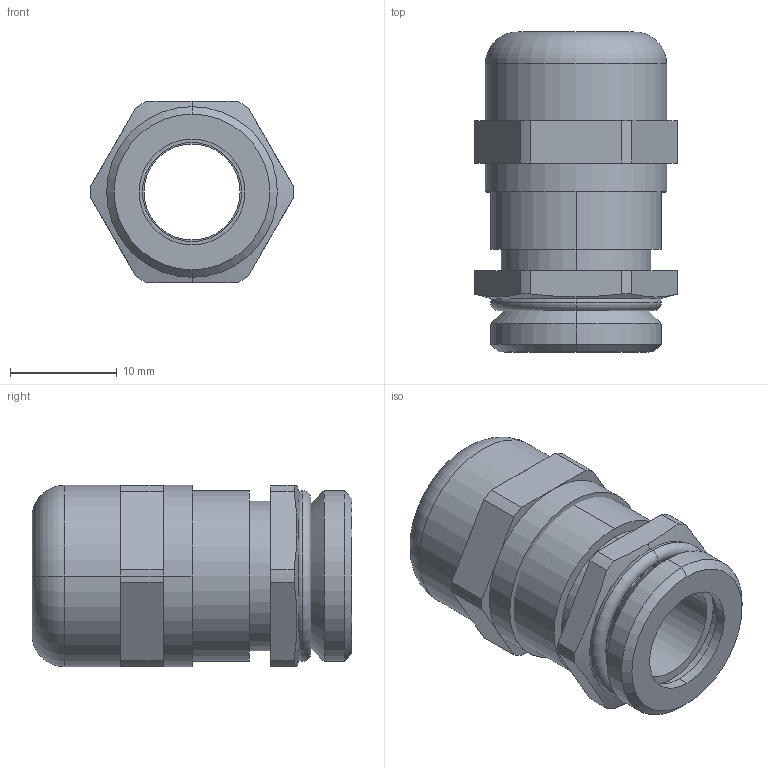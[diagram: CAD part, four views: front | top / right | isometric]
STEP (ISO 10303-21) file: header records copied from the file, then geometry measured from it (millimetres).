
FILE_DESCRIPTION (( 'STEP AP203' ), '1' );
FILE_NAME ('2086207_V-TEC_VM16.STEP', '2015-04-07T06:23:07', ( '' ), ( '' ), 'SwSTEP 2.0', 'SolidWorks 2014', '' );
FILE_SCHEMA (( 'CONFIG_CONTROL_DESIGN' ));
Length unit declared in the file: millimetre
Products named in the file (6): 2086207_V-TEC_VM16; 011359_M16 2086207; EV743_M16; 012279_M16 2086207; 012463_M16 2086165; 011344_M16 2086165
Assembly tree (5 placements, depth 2):
  2086207_V-TEC_VM16
    011359_M16 2086207
    EV743_M16
    012279_M16 2086207
    012463_M16 2086165
    011344_M16 2086165
Bounding box: 19 x 30 x 17 mm (x, y, z)
Volume: 3776.5 mm3; surface area: 6432 mm2
Topology: 5 solids, 5 shells, 365 faces, 904 edges, 496 vertices
Faces by surface type: plane 107, cylinder 86, bspline 56, sphere 55, torus 39, cone 22
Entity records: 12115 total; most frequent: CARTESIAN_POINT 3489, DIRECTION 1707, ORIENTED_EDGE 1698, EDGE_CURVE 849, AXIS2_PLACEMENT_3D 734, VERTEX_POINT 496, CIRCLE 417, EDGE_LOOP 377
